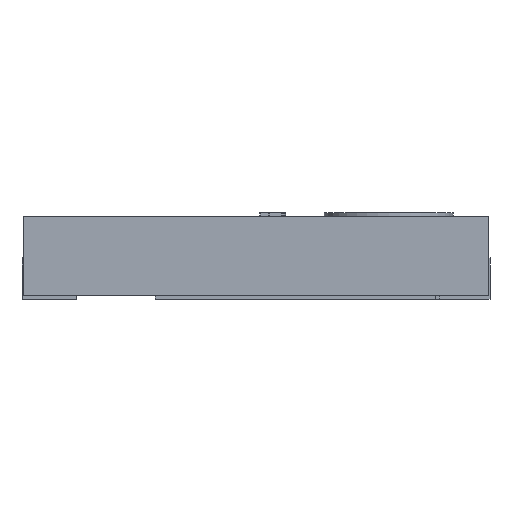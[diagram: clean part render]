
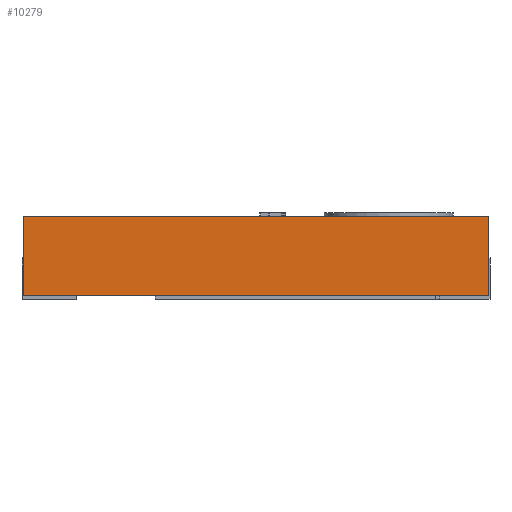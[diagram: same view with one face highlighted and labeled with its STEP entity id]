
A CAD part, front view. The second image highlights one B-rep face of the part: STEP entity #10279.
In plain terms, the highlighted planar face has unit normal (0, -1, 0).
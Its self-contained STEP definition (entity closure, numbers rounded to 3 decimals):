
#1142=PLANE('',#10553);
#1693=FACE_OUTER_BOUND('',#2266,.T.);
#2266=EDGE_LOOP('',(#9419,#9420,#9421,#9422));
#2537=LINE('',#13827,#3436);
#3103=LINE('',#19926,#4002);
#3104=LINE('',#19927,#4003);
#3105=LINE('',#19928,#4004);
#3436=VECTOR('',#10936,6.096);
#4002=VECTOR('',#11760,6.096);
#4003=VECTOR('',#11761,1.041);
#4004=VECTOR('',#11762,1.041);
#4360=VERTEX_POINT('',#13825);
#4361=VERTEX_POINT('',#13826);
#5060=VERTEX_POINT('',#19924);
#5061=VERTEX_POINT('',#19925);
#5483=EDGE_CURVE('',#4360,#4361,#2537,.T.);
#6531=EDGE_CURVE('',#5060,#5061,#3103,.T.);
#6532=EDGE_CURVE('',#4361,#5060,#3104,.T.);
#6533=EDGE_CURVE('',#5061,#4360,#3105,.T.);
#9419=ORIENTED_EDGE('',*,*,#6531,.F.);
#9420=ORIENTED_EDGE('',*,*,#6532,.F.);
#9421=ORIENTED_EDGE('',*,*,#5483,.F.);
#9422=ORIENTED_EDGE('',*,*,#6533,.F.);
#10279=ADVANCED_FACE('',(#1693),#1142,.T.);
#10553=AXIS2_PLACEMENT_3D('',#19923,#11758,#11759);
#10936=DIRECTION('',(1.,0.,0.));
#11758=DIRECTION('center_axis',(0.,-1.,0.));
#11759=DIRECTION('ref_axis',(0.,0.,1.));
#11760=DIRECTION('',(-1.,0.,0.));
#11761=DIRECTION('',(0.,0.,-1.));
#11762=DIRECTION('',(0.,0.,1.));
#13825=CARTESIAN_POINT('',(-3.048,-2.578,1.092));
#13826=CARTESIAN_POINT('',(3.048,-2.578,1.092));
#13827=CARTESIAN_POINT('',(-3.048,-2.578,1.092));
#19923=CARTESIAN_POINT('Origin',(-3.048,-2.578,0.051));
#19924=CARTESIAN_POINT('',(3.048,-2.578,0.051));
#19925=CARTESIAN_POINT('',(-3.048,-2.578,0.051));
#19926=CARTESIAN_POINT('',(3.048,-2.578,0.051));
#19927=CARTESIAN_POINT('',(3.048,-2.578,1.092));
#19928=CARTESIAN_POINT('',(-3.048,-2.578,0.051));
